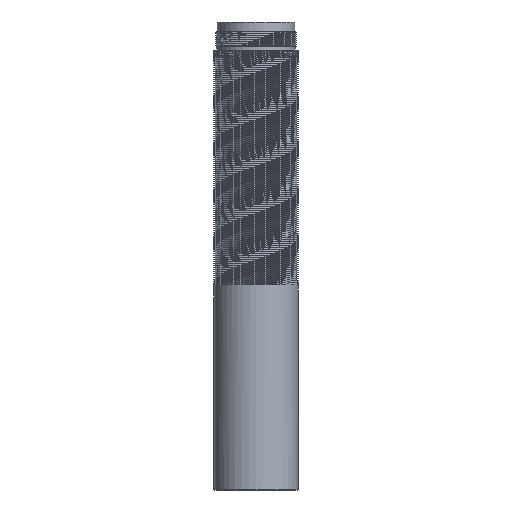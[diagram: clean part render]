
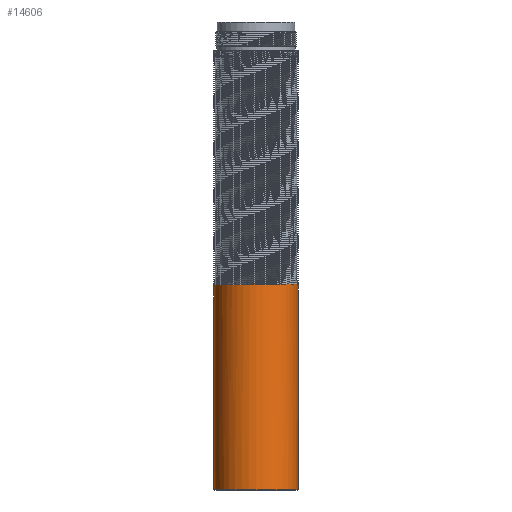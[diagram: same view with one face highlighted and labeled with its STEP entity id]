
A CAD part, front view. The second image highlights one B-rep face of the part: STEP entity #14606.
In plain terms, the highlighted cylindrical face has radius 21.5 mm (diameter 43 mm), a partial arc.
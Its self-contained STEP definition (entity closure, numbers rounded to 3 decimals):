
#143 = VERTEX_POINT ( 'NONE', #15735 ) ;
#476 = ORIENTED_EDGE ( 'NONE', *, *, #19077, .T. ) ;
#1716 = CARTESIAN_POINT ( 'NONE',  ( -21.5, 0., 104.709 ) ) ;
#2525 = LINE ( 'NONE', #9627, #17671 ) ;
#4443 = EDGE_CURVE ( 'NONE', #7820, #22601, #4864, .T. ) ;
#4864 = CIRCLE ( 'NONE', #21966, 21.5 ) ;
#4943 = ORIENTED_EDGE ( 'NONE', *, *, #20947, .T. ) ;
#6430 = CARTESIAN_POINT ( 'NONE',  ( -21.5, 0., 0.2 ) ) ;
#6597 = CARTESIAN_POINT ( 'NONE',  ( 21.5, 0., 0.2 ) ) ;
#6749 = CARTESIAN_POINT ( 'NONE',  ( -20.767, -5.565, 104.749 ) ) ;
#7284 = DIRECTION ( 'NONE',  ( 0., 0., 1. ) ) ;
#7719 = DIRECTION ( 'NONE',  ( 0., 0., -1. ) ) ;
#7820 = VERTEX_POINT ( 'NONE', #6430 ) ;
#7832 = CARTESIAN_POINT ( 'NONE',  ( 0., 0., 239. ) ) ;
#8368 = CARTESIAN_POINT ( 'NONE',  ( 15.203, -15.203, 105.082 ) ) ;
#8478 = CARTESIAN_POINT ( 'NONE',  ( -5.565, -20.767, 104.916 ) ) ;
#9627 = CARTESIAN_POINT ( 'NONE',  ( -21.5, 0., 239. ) ) ;
#10126 = CARTESIAN_POINT ( 'NONE',  ( 21.5, 0., 105.209 ) ) ;
#10982 = EDGE_LOOP ( 'NONE', ( #12186, #476, #4943, #16309 ) ) ;
#11888 =( BOUNDED_CURVE ( )  B_SPLINE_CURVE ( 2, ( #10126, #19108, #8368, #17358, #8478, #22687, #6749, #13858, #20976 ),
 .UNSPECIFIED., .F., .F. ) 
 B_SPLINE_CURVE_WITH_KNOTS ( ( 3, 2, 2, 2, 3 ),
 ( 0.995, 0.996, 0.997, 0.999, 0.999 ),
 .UNSPECIFIED. ) 
 CURVE ( )  GEOMETRIC_REPRESENTATION_ITEM ( )  RATIONAL_B_SPLINE_CURVE ( ( 0.949, 0.9, 1., 0.866, 1., 0.866, 1., 0.966, 0.949 ) ) 
 REPRESENTATION_ITEM ( '' )  );
#12156 = DIRECTION ( 'NONE',  ( 0., 0., -1. ) ) ;
#12186 = ORIENTED_EDGE ( 'NONE', *, *, #21727, .F. ) ;
#12303 = DIRECTION ( 'NONE',  ( 1., 0., 0. ) ) ;
#12430 = VERTEX_POINT ( 'NONE', #1716 ) ;
#12738 = FACE_OUTER_BOUND ( 'NONE', #10982, .T. ) ;
#13858 = CARTESIAN_POINT ( 'NONE',  ( -21.5, -2.831, 104.73 ) ) ;
#14272 = CARTESIAN_POINT ( 'NONE',  ( 0., 0., 0.2 ) ) ;
#14593 = DIRECTION ( 'NONE',  ( -1., 0., 0. ) ) ;
#14606 = ADVANCED_FACE ( 'NONE', ( #12738 ), #19857, .T. ) ;
#15431 = VECTOR ( 'NONE', #12156, 1000. ) ;
#15636 = AXIS2_PLACEMENT_3D ( 'NONE', #7832, #7719, #14593 ) ;
#15660 = LINE ( 'NONE', #18922, #15431 ) ;
#15735 = CARTESIAN_POINT ( 'NONE',  ( 21.5, 0., 105.209 ) ) ;
#16309 = ORIENTED_EDGE ( 'NONE', *, *, #4443, .T. ) ;
#16748 = DIRECTION ( 'NONE',  ( 0., 0., -1. ) ) ;
#17358 = CARTESIAN_POINT ( 'NONE',  ( 6.425, -23.98, 104.999 ) ) ;
#17671 = VECTOR ( 'NONE', #16748, 1000. ) ;
#18922 = CARTESIAN_POINT ( 'NONE',  ( 21.5, 0., 239. ) ) ;
#19077 = EDGE_CURVE ( 'NONE', #143, #12430, #11888, .T. ) ;
#19108 = CARTESIAN_POINT ( 'NONE',  ( 21.5, -8.906, 105.142 ) ) ;
#19857 = CYLINDRICAL_SURFACE ( 'NONE', #15636, 21.5 ) ;
#20947 = EDGE_CURVE ( 'NONE', #12430, #7820, #2525, .T. ) ;
#20976 = CARTESIAN_POINT ( 'NONE',  ( -21.5, 0., 104.709 ) ) ;
#21727 = EDGE_CURVE ( 'NONE', #143, #22601, #15660, .T. ) ;
#21966 = AXIS2_PLACEMENT_3D ( 'NONE', #14272, #7284, #12303 ) ;
#22601 = VERTEX_POINT ( 'NONE', #6597 ) ;
#22687 = CARTESIAN_POINT ( 'NONE',  ( -17.555, -17.555, 104.832 ) ) ;
